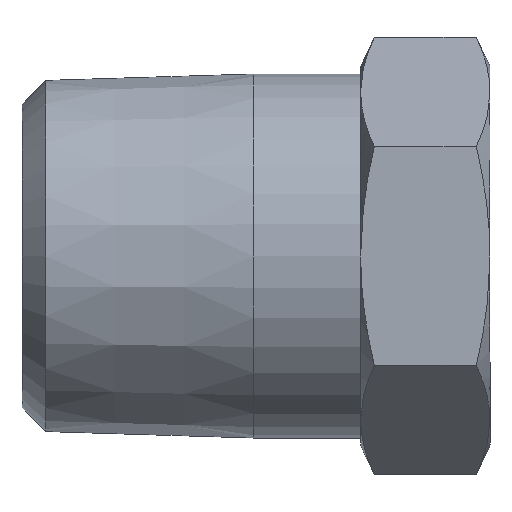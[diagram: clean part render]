
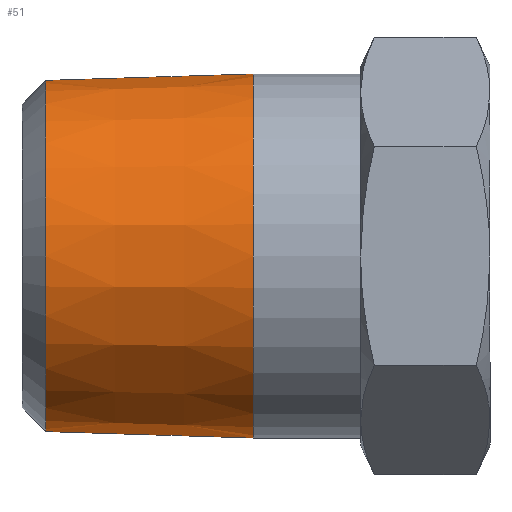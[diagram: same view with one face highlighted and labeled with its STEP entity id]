
A CAD part, front view. The second image highlights one B-rep face of the part: STEP entity #51.
In plain terms, the highlighted conical face has half-angle 1.783 degrees and reference radius 10.457 mm.
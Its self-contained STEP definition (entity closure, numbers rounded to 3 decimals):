
#1=CARTESIAN_POINT('POINT1',(1.382,
   0.,-10.289));
#2=VERTEX_POINT('VERTEX1',#1);
#3=CARTESIAN_POINT('POINT2',(13.556,0.,
   -10.668));
#4=VERTEX_POINT('VERTEX2',#3);
#5=CARTESIAN_POINT('POS1',(6.778,0.,
   -10.457));
#6=DIRECTION('DIR1',(1.,0.,
   -0.031));
#7=VECTOR('VEC1',#6,1.);
#8=LINE('STRAIGHT1',#5,#7);
#9=EDGE_CURVE('EDGE1',#2,#4,#8,.T.);
#11=CARTESIAN_POINT('POINT3',(1.382,
   0.,10.289));
#12=VERTEX_POINT('VERTEX3',#11);
#13=CARTESIAN_POINT('POS2',(1.382,0.,
   0.));
#14=DIRECTION('DIR2',(1.,0.,
   0.));
#15=DIRECTION('DIR3',(0.,0.,
   -1.));
#16=AXIS2_PLACEMENT_3D('AXIS1',#13,#14,#15);
#17=CIRCLE('ELLIPSE1',#16,10.289);
#20=CARTESIAN_POINT('POINT4',(13.556,0.,
   10.668));
#21=VERTEX_POINT('VERTEX4',#20);
#22=CARTESIAN_POINT('POS3',(6.778,0.,
   10.457));
#23=DIRECTION('DIR4',(-1.,0.,
   -0.031));
#24=VECTOR('VEC2',#23,1.);
#25=LINE('STRAIGHT2',#22,#24);
#26=EDGE_CURVE('EDGE3',#21,#12,#25,.T.);
#28=CARTESIAN_POINT('POS4',(13.556,0.,0.)
   );
#29=DIRECTION('DIR5',(1.,0.,
   0.));
#30=DIRECTION('DIR6',(0.,0.,
   -1.));
#31=AXIS2_PLACEMENT_3D('AXIS2',#28,#29,#30);
#32=CIRCLE('ELLIPSE2',#31,10.668);
#37=CARTESIAN_POINT('POS5',(6.778,0.,
   0.));
#38=DIRECTION('DIR7',(1.,0.,
   0.));
#39=DIRECTION('DIR8',(0.,0.,
   -1.));
#40=AXIS2_PLACEMENT_3D('AXIS3',#37,#38,#39);
#41=CONICAL_SURFACE('CONE_SURF1',#40,10.457,
   0.031);
#43=ORIENTED_EDGE('COEDGE5',*,*,#9,.T.);
#44=EDGE_CURVE('EDGE5',#21,#4,#32,.T.);
#45=ORIENTED_EDGE('COEDGE6',*,*,#44,.F.);
#46=ORIENTED_EDGE('COEDGE7',*,*,#26,.T.);
#47=EDGE_CURVE('EDGE6',#12,#2,#17,.T.);
#48=ORIENTED_EDGE('COEDGE8',*,*,#47,.T.);
#49=EDGE_LOOP('NONE',(#43,#45,#46,#48));
#50=FACE_BOUND('LOOP1',#49,.T.);
#51=ADVANCED_FACE('FACE2',(#50),#41,.T.);
